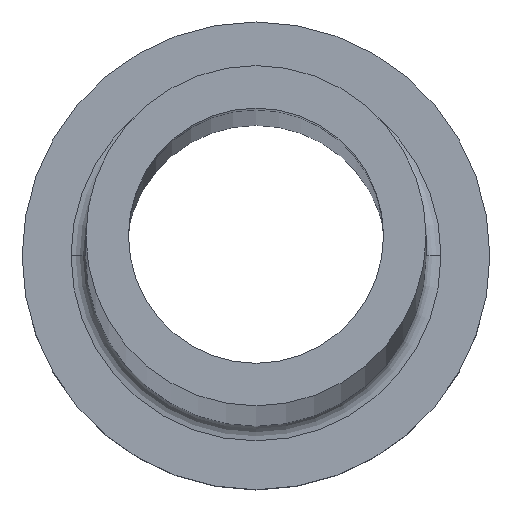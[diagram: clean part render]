
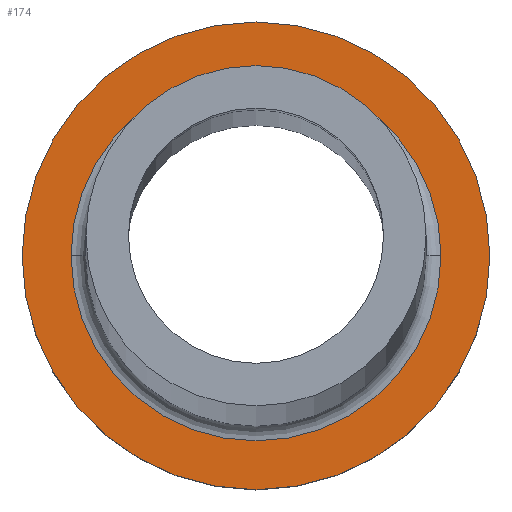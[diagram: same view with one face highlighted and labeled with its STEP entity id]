
A CAD part, top view. The second image highlights one B-rep face of the part: STEP entity #174.
In plain terms, the highlighted planar face has unit normal (0, 0, 1).
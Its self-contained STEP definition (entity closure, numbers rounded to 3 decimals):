
#8 = CARTESIAN_POINT ( 'NONE',  ( -8.7, 0., 7. ) ) ;
#14 = EDGE_CURVE ( 'NONE', #363, #323, #206, .T. ) ;
#20 = EDGE_CURVE ( 'NONE', #265, #172, #448, .T. ) ;
#27 = CIRCLE ( 'NONE', #420, 8.7 ) ;
#33 = ORIENTED_EDGE ( 'NONE', *, *, #201, .T. ) ;
#34 = DIRECTION ( 'NONE',  ( 1., 0., 0. ) ) ;
#36 = ORIENTED_EDGE ( 'NONE', *, *, #217, .T. ) ;
#67 = DIRECTION ( 'NONE',  ( 1., 0., 0. ) ) ;
#83 = DIRECTION ( 'NONE',  ( 0., 0., 1. ) ) ;
#114 = CARTESIAN_POINT ( 'NONE',  ( 0., 0., 7. ) ) ;
#138 = AXIS2_PLACEMENT_3D ( 'NONE', #393, #424, #256 ) ;
#148 = CARTESIAN_POINT ( 'NONE',  ( -11., 0., 7. ) ) ;
#172 = VERTEX_POINT ( 'NONE', #327 ) ;
#174 = ADVANCED_FACE ( 'NONE', ( #205, #264 ), #430, .T. ) ;
#181 = AXIS2_PLACEMENT_3D ( 'NONE', #335, #83, #240 ) ;
#201 = EDGE_CURVE ( 'NONE', #323, #363, #436, .T. ) ;
#205 = FACE_BOUND ( 'NONE', #357, .T. ) ;
#206 = CIRCLE ( 'NONE', #287, 11. ) ;
#217 = EDGE_CURVE ( 'NONE', #172, #265, #27, .T. ) ;
#221 = CARTESIAN_POINT ( 'NONE',  ( 0., 0., 7. ) ) ;
#226 = DIRECTION ( 'NONE',  ( 0., 0., -1. ) ) ;
#233 = DIRECTION ( 'NONE',  ( 1., 0., 0. ) ) ;
#235 = ORIENTED_EDGE ( 'NONE', *, *, #20, .T. ) ;
#240 = DIRECTION ( 'NONE',  ( 1., 0., 0. ) ) ;
#256 = DIRECTION ( 'NONE',  ( 1., 0., 0. ) ) ;
#264 = FACE_OUTER_BOUND ( 'NONE', #326, .T. ) ;
#265 = VERTEX_POINT ( 'NONE', #8 ) ;
#287 = AXIS2_PLACEMENT_3D ( 'NONE', #221, #350, #67 ) ;
#323 = VERTEX_POINT ( 'NONE', #148 ) ;
#326 = EDGE_LOOP ( 'NONE', ( #33, #388 ) ) ;
#327 = CARTESIAN_POINT ( 'NONE',  ( 8.7, 0., 7. ) ) ;
#330 = DIRECTION ( 'NONE',  ( 0., 0., 1. ) ) ;
#335 = CARTESIAN_POINT ( 'NONE',  ( 0., 0., 7. ) ) ;
#350 = DIRECTION ( 'NONE',  ( 0., 0., 1. ) ) ;
#357 = EDGE_LOOP ( 'NONE', ( #36, #235 ) ) ;
#363 = VERTEX_POINT ( 'NONE', #375 ) ;
#375 = CARTESIAN_POINT ( 'NONE',  ( 11., 0., 7. ) ) ;
#388 = ORIENTED_EDGE ( 'NONE', *, *, #14, .T. ) ;
#393 = CARTESIAN_POINT ( 'NONE',  ( 0., 0., 7. ) ) ;
#420 = AXIS2_PLACEMENT_3D ( 'NONE', #435, #226, #34 ) ;
#424 = DIRECTION ( 'NONE',  ( 0., 0., -1. ) ) ;
#430 = PLANE ( 'NONE',  #457 ) ;
#435 = CARTESIAN_POINT ( 'NONE',  ( 0., 0., 7. ) ) ;
#436 = CIRCLE ( 'NONE', #181, 11. ) ;
#448 = CIRCLE ( 'NONE', #138, 8.7 ) ;
#457 = AXIS2_PLACEMENT_3D ( 'NONE', #114, #330, #233 ) ;
